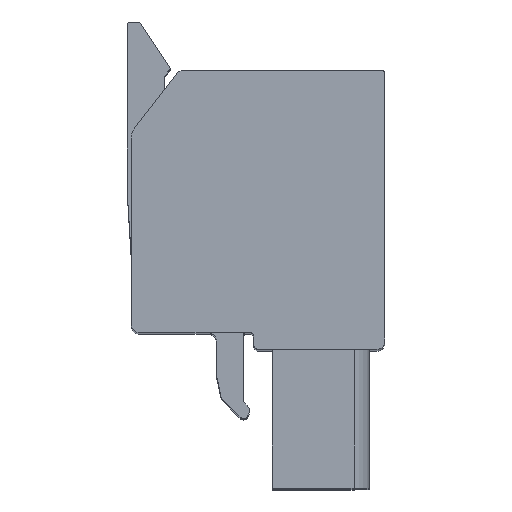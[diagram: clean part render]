
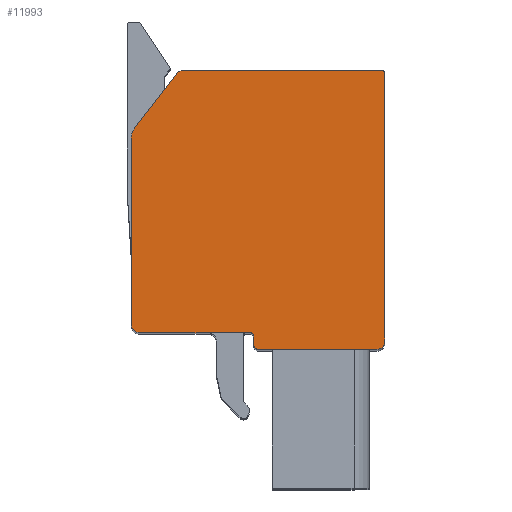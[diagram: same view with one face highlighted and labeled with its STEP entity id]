
A CAD part, top view. The second image highlights one B-rep face of the part: STEP entity #11993.
In plain terms, the highlighted planar face has unit normal (0, 0, 1).
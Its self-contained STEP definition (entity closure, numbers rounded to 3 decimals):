
#345=DIRECTION('',(1.,0.,0.));
#346=VECTOR('',#345,7.05);
#347=CARTESIAN_POINT('',(9.402,11.784,2.94));
#348=LINE('',#347,#346);
#1477=CARTESIAN_POINT('',(9.402,12.084,2.94));
#1478=DIRECTION('',(0.,0.,1.));
#1479=DIRECTION('',(-1.,0.,0.));
#1480=AXIS2_PLACEMENT_3D('',#1477,#1478,#1479);
#1482=DIRECTION('',(0.,-1.,0.));
#1483=VECTOR('',#1482,0.5);
#1484=CARTESIAN_POINT('',(9.102,12.584,2.94));
#1485=LINE('',#1484,#1483);
#1486=CARTESIAN_POINT('',(8.902,12.584,2.94));
#1487=DIRECTION('',(0.,0.,-1.));
#1488=DIRECTION('',(0.,1.,0.));
#1489=AXIS2_PLACEMENT_3D('',#1486,#1487,#1488);
#1491=DIRECTION('',(1.,0.,0.));
#1492=VECTOR('',#1491,6.61);
#1493=CARTESIAN_POINT('',(2.292,12.784,2.94));
#1494=LINE('',#1493,#1492);
#1495=CARTESIAN_POINT('',(2.292,13.284,2.94));
#1496=DIRECTION('',(0.,0.,1.));
#1497=DIRECTION('',(-1.,0.,0.));
#1498=AXIS2_PLACEMENT_3D('',#1495,#1496,#1497);
#1500=DIRECTION('',(0.,-1.,0.));
#1501=VECTOR('',#1500,11.132);
#1502=CARTESIAN_POINT('',(1.792,24.416,2.94));
#1503=LINE('',#1502,#1501);
#1504=CARTESIAN_POINT('',(2.792,24.416,2.94));
#1505=DIRECTION('',(0.,0.,1.));
#1506=DIRECTION('',(-0.789,0.614,0.));
#1507=AXIS2_PLACEMENT_3D('',#1504,#1505,#1506);
#1509=DIRECTION('',(-0.614,-0.789,0.));
#1510=VECTOR('',#1509,4.1);
#1511=CARTESIAN_POINT('',(4.52,28.266,2.94));
#1512=LINE('',#1511,#1510);
#1513=CARTESIAN_POINT('',(4.915,27.959,2.94));
#1514=DIRECTION('',(0.,0.,1.));
#1515=DIRECTION('',(0.,1.,0.));
#1516=AXIS2_PLACEMENT_3D('',#1513,#1514,#1515);
#1518=DIRECTION('',(-1.,0.,0.));
#1519=VECTOR('',#1518,11.838);
#1520=CARTESIAN_POINT('',(16.752,28.459,2.94));
#1521=LINE('',#1520,#1519);
#1522=CARTESIAN_POINT('',(16.752,28.259,2.94));
#1523=DIRECTION('',(0.,0.,1.));
#1524=DIRECTION('',(1.,0.,0.));
#1525=AXIS2_PLACEMENT_3D('',#1522,#1523,#1524);
#1527=DIRECTION('',(0.,1.,0.));
#1528=VECTOR('',#1527,15.975);
#1529=CARTESIAN_POINT('',(16.952,12.284,2.94));
#1530=LINE('',#1529,#1528);
#1531=CARTESIAN_POINT('',(16.452,12.284,2.94));
#1532=DIRECTION('',(0.,0.,1.));
#1533=DIRECTION('',(0.,-1.,0.));
#1534=AXIS2_PLACEMENT_3D('',#1531,#1532,#1533);
#7651=CARTESIAN_POINT('',(2.003,25.03,2.94));
#7652=CARTESIAN_POINT('',(1.792,24.416,2.94));
#7653=VERTEX_POINT('',#7651);
#7654=VERTEX_POINT('',#7652);
#7655=CARTESIAN_POINT('',(1.792,13.284,2.94));
#7656=VERTEX_POINT('',#7655);
#7657=CARTESIAN_POINT('',(2.292,12.784,2.94));
#7658=VERTEX_POINT('',#7657);
#7659=CARTESIAN_POINT('',(8.902,12.784,2.94));
#7660=VERTEX_POINT('',#7659);
#7661=CARTESIAN_POINT('',(9.102,12.584,2.94));
#7662=VERTEX_POINT('',#7661);
#7663=CARTESIAN_POINT('',(9.102,12.084,2.94));
#7664=VERTEX_POINT('',#7663);
#7665=CARTESIAN_POINT('',(9.402,11.784,2.94));
#7666=VERTEX_POINT('',#7665);
#7667=CARTESIAN_POINT('',(16.452,11.784,2.94));
#7668=CARTESIAN_POINT('',(16.952,12.284,2.94));
#7669=VERTEX_POINT('',#7667);
#7670=VERTEX_POINT('',#7668);
#7671=CARTESIAN_POINT('',(16.952,28.259,2.94));
#7672=VERTEX_POINT('',#7671);
#7673=CARTESIAN_POINT('',(16.752,28.459,2.94));
#7674=VERTEX_POINT('',#7673);
#7675=CARTESIAN_POINT('',(4.915,28.459,2.94));
#7676=VERTEX_POINT('',#7675);
#7677=CARTESIAN_POINT('',(4.52,28.266,2.94));
#7678=VERTEX_POINT('',#7677);
#11959=CARTESIAN_POINT('',(0.,0.,2.94));
#11960=DIRECTION('',(0.,0.,1.));
#11961=DIRECTION('',(1.,0.,0.));
#11962=AXIS2_PLACEMENT_3D('',#11959,#11960,#11961);
#11963=PLANE('',#11962);
#11964=ORIENTED_EDGE('',*,*,#9862,.F.);
#11966=ORIENTED_EDGE('',*,*,#11965,.F.);
#11968=ORIENTED_EDGE('',*,*,#11967,.F.);
#11970=ORIENTED_EDGE('',*,*,#11969,.F.);
#11972=ORIENTED_EDGE('',*,*,#11971,.F.);
#11974=ORIENTED_EDGE('',*,*,#11973,.F.);
#11976=ORIENTED_EDGE('',*,*,#11975,.F.);
#11978=ORIENTED_EDGE('',*,*,#11977,.F.);
#11980=ORIENTED_EDGE('',*,*,#11979,.F.);
#11982=ORIENTED_EDGE('',*,*,#11981,.F.);
#11984=ORIENTED_EDGE('',*,*,#11983,.F.);
#11986=ORIENTED_EDGE('',*,*,#11985,.F.);
#11988=ORIENTED_EDGE('',*,*,#11987,.F.);
#11990=ORIENTED_EDGE('',*,*,#11989,.F.);
#11991=EDGE_LOOP('',(#11964,#11966,#11968,#11970,#11972,#11974,#11976,#11978,
#11980,#11982,#11984,#11986,#11988,#11990));
#11992=FACE_OUTER_BOUND('',#11991,.F.);
#11993=ADVANCED_FACE('',(#11992),#11963,.T.);
#1481=CIRCLE('',#1480,0.3);
#1490=CIRCLE('',#1489,0.2);
#1499=CIRCLE('',#1498,0.5);
#1508=CIRCLE('',#1507,1.);
#1517=CIRCLE('',#1516,0.5);
#1526=CIRCLE('',#1525,0.2);
#1535=CIRCLE('',#1534,0.5);
#9862=EDGE_CURVE('',#7666,#7669,#348,.T.);
#11965=EDGE_CURVE('',#7664,#7666,#1481,.T.);
#11967=EDGE_CURVE('',#7662,#7664,#1485,.T.);
#11969=EDGE_CURVE('',#7660,#7662,#1490,.T.);
#11971=EDGE_CURVE('',#7658,#7660,#1494,.T.);
#11973=EDGE_CURVE('',#7656,#7658,#1499,.T.);
#11975=EDGE_CURVE('',#7654,#7656,#1503,.T.);
#11977=EDGE_CURVE('',#7653,#7654,#1508,.T.);
#11979=EDGE_CURVE('',#7678,#7653,#1512,.T.);
#11981=EDGE_CURVE('',#7676,#7678,#1517,.T.);
#11983=EDGE_CURVE('',#7674,#7676,#1521,.T.);
#11985=EDGE_CURVE('',#7672,#7674,#1526,.T.);
#11987=EDGE_CURVE('',#7670,#7672,#1530,.T.);
#11989=EDGE_CURVE('',#7669,#7670,#1535,.T.);
